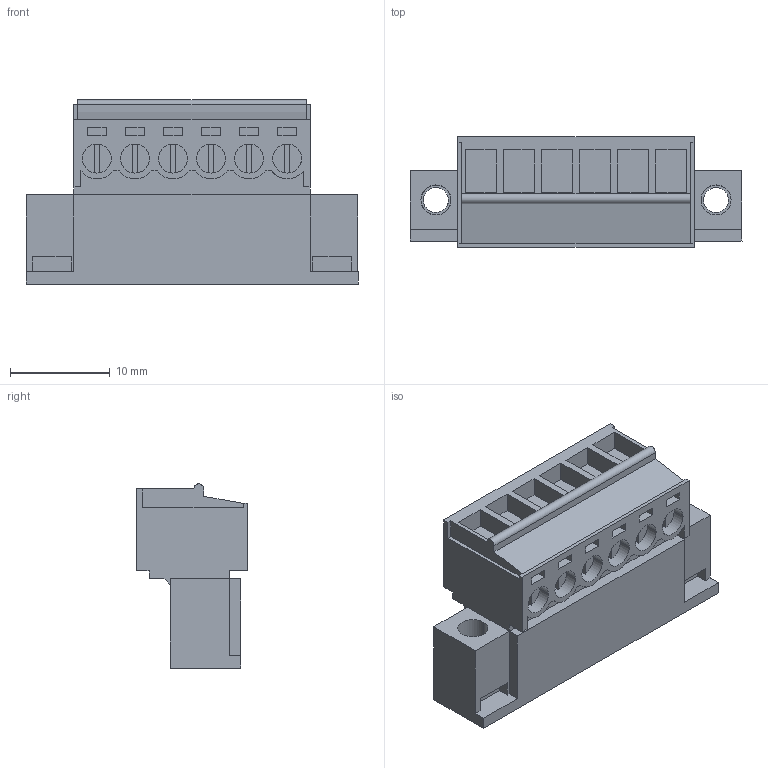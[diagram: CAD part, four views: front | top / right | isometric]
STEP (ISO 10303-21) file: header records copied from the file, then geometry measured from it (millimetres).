
FILE_DESCRIPTION(('CATIA V5 STEP Exchange','CAx-IF Rec.Pracs.--- Model Styling and Organization---1.2---2011-12-15'),'2;1');
FILE_NAME ('D1460702_0', '2018-05-10T14:11:13+00:00', ('none'), ('Weidmueller'), 'CATIA Version 5-6 Release 2014', 'CATIA V5 STEP AP214', 'none');
FILE_SCHEMA(('AUTOMOTIVE_DESIGN { 1 0 10303 214 1 1 1 1 }'));
Length unit declared in the file: millimetre
Products named in the file (1): 1970960000
Bounding box: 33.25 x 11.1 x 18.45 mm (x, y, z)
Volume: 3051.5 mm3; surface area: 4132.4 mm2
Topology: 15 solids, 15 shells, 425 faces, 1097 edges, 732 vertices
Faces by surface type: plane 364, cylinder 61
Entity records: 11972 total; most frequent: CARTESIAN_POINT 2276, ORIENTED_EDGE 2194, DIRECTION 1569, EDGE_CURVE 1097, VECTOR 915, LINE 915, VERTEX_POINT 732, EDGE_LOOP 467
